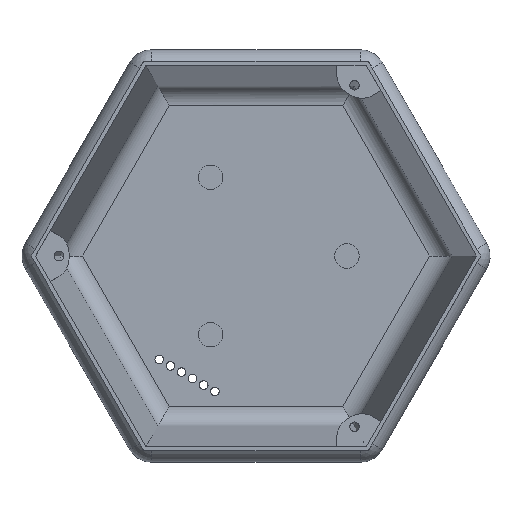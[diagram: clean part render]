
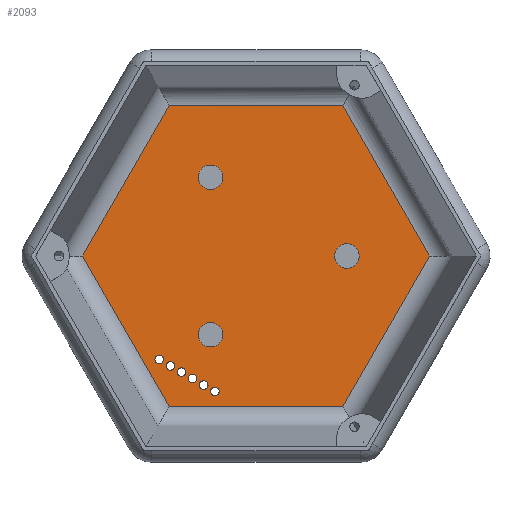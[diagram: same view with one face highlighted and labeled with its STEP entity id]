
A CAD part, front view. The second image highlights one B-rep face of the part: STEP entity #2093.
In plain terms, the highlighted planar face has unit normal (0, -1, 0).
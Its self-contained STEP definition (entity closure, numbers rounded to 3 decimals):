
#45=FACE_BOUND('',#290,.T.);
#46=FACE_BOUND('',#291,.T.);
#47=FACE_BOUND('',#292,.T.);
#48=FACE_BOUND('',#293,.T.);
#49=FACE_BOUND('',#294,.T.);
#50=FACE_BOUND('',#295,.T.);
#51=FACE_BOUND('',#296,.T.);
#52=FACE_BOUND('',#297,.T.);
#53=FACE_BOUND('',#298,.T.);
#84=PLANE('',#2246);
#169=FACE_OUTER_BOUND('',#289,.T.);
#289=EDGE_LOOP('',(#1574,#1575,#1576,#1577,#1578,#1579));
#290=EDGE_LOOP('',(#1580));
#291=EDGE_LOOP('',(#1581));
#292=EDGE_LOOP('',(#1582));
#293=EDGE_LOOP('',(#1583));
#294=EDGE_LOOP('',(#1584));
#295=EDGE_LOOP('',(#1585));
#296=EDGE_LOOP('',(#1586));
#297=EDGE_LOOP('',(#1587));
#298=EDGE_LOOP('',(#1588));
#471=LINE('',#3189,#696);
#473=LINE('',#3195,#698);
#474=LINE('',#3199,#699);
#475=LINE('',#3203,#700);
#477=LINE('',#3208,#702);
#478=LINE('',#3210,#703);
#696=VECTOR('',#2547,10.);
#698=VECTOR('',#2555,10.);
#699=VECTOR('',#2560,10.);
#700=VECTOR('',#2563,10.);
#702=VECTOR('',#2571,10.);
#703=VECTOR('',#2574,10.);
#860=CIRCLE('',#2247,0.85);
#861=CIRCLE('',#2248,0.85);
#862=CIRCLE('',#2249,0.85);
#863=CIRCLE('',#2250,0.85);
#864=CIRCLE('',#2251,0.85);
#865=CIRCLE('',#2252,0.85);
#866=CIRCLE('',#2253,2.425);
#867=CIRCLE('',#2254,2.425);
#868=CIRCLE('',#2255,2.425);
#980=VERTEX_POINT('',#3186);
#981=VERTEX_POINT('',#3188);
#982=VERTEX_POINT('',#3193);
#983=VERTEX_POINT('',#3197);
#984=VERTEX_POINT('',#3201);
#985=VERTEX_POINT('',#3202);
#986=VERTEX_POINT('',#3216);
#987=VERTEX_POINT('',#3218);
#988=VERTEX_POINT('',#3220);
#989=VERTEX_POINT('',#3222);
#990=VERTEX_POINT('',#3224);
#991=VERTEX_POINT('',#3226);
#992=VERTEX_POINT('',#3228);
#993=VERTEX_POINT('',#3230);
#994=VERTEX_POINT('',#3232);
#1194=EDGE_CURVE('',#980,#981,#471,.T.);
#1198=EDGE_CURVE('',#982,#980,#473,.T.);
#1200=EDGE_CURVE('',#983,#982,#474,.T.);
#1201=EDGE_CURVE('',#984,#985,#475,.T.);
#1205=EDGE_CURVE('',#985,#983,#477,.T.);
#1206=EDGE_CURVE('',#981,#984,#478,.T.);
#1210=EDGE_CURVE('',#986,#986,#860,.T.);
#1211=EDGE_CURVE('',#987,#987,#861,.T.);
#1212=EDGE_CURVE('',#988,#988,#862,.T.);
#1213=EDGE_CURVE('',#989,#989,#863,.T.);
#1214=EDGE_CURVE('',#990,#990,#864,.T.);
#1215=EDGE_CURVE('',#991,#991,#865,.T.);
#1216=EDGE_CURVE('',#992,#992,#866,.T.);
#1217=EDGE_CURVE('',#993,#993,#867,.T.);
#1218=EDGE_CURVE('',#994,#994,#868,.T.);
#1574=ORIENTED_EDGE('',*,*,#1201,.F.);
#1575=ORIENTED_EDGE('',*,*,#1206,.F.);
#1576=ORIENTED_EDGE('',*,*,#1194,.F.);
#1577=ORIENTED_EDGE('',*,*,#1198,.F.);
#1578=ORIENTED_EDGE('',*,*,#1200,.F.);
#1579=ORIENTED_EDGE('',*,*,#1205,.F.);
#1580=ORIENTED_EDGE('',*,*,#1210,.T.);
#1581=ORIENTED_EDGE('',*,*,#1211,.T.);
#1582=ORIENTED_EDGE('',*,*,#1212,.T.);
#1583=ORIENTED_EDGE('',*,*,#1213,.T.);
#1584=ORIENTED_EDGE('',*,*,#1214,.T.);
#1585=ORIENTED_EDGE('',*,*,#1215,.T.);
#1586=ORIENTED_EDGE('',*,*,#1216,.T.);
#1587=ORIENTED_EDGE('',*,*,#1217,.T.);
#1588=ORIENTED_EDGE('',*,*,#1218,.T.);
#2093=ADVANCED_FACE('',(#169,#45,#46,#47,#48,#49,#50,#51,#52,#53),#84,.F.);
#2246=AXIS2_PLACEMENT_3D('',#3215,#2580,#2581);
#2247=AXIS2_PLACEMENT_3D('',#3217,#2582,#2583);
#2248=AXIS2_PLACEMENT_3D('',#3219,#2584,#2585);
#2249=AXIS2_PLACEMENT_3D('',#3221,#2586,#2587);
#2250=AXIS2_PLACEMENT_3D('',#3223,#2588,#2589);
#2251=AXIS2_PLACEMENT_3D('',#3225,#2590,#2591);
#2252=AXIS2_PLACEMENT_3D('',#3227,#2592,#2593);
#2253=AXIS2_PLACEMENT_3D('',#3229,#2594,#2595);
#2254=AXIS2_PLACEMENT_3D('',#3231,#2596,#2597);
#2255=AXIS2_PLACEMENT_3D('',#3233,#2598,#2599);
#2547=DIRECTION('',(-0.5,0.,0.866));
#2555=DIRECTION('',(-1.,0.,0.));
#2560=DIRECTION('',(-0.5,0.,-0.866));
#2563=DIRECTION('',(1.,0.,0.));
#2571=DIRECTION('',(0.5,0.,-0.866));
#2574=DIRECTION('',(0.5,0.,0.866));
#2580=DIRECTION('center_axis',(0.,1.,0.));
#2581=DIRECTION('ref_axis',(0.,0.,1.));
#2582=DIRECTION('center_axis',(0.,1.,0.));
#2583=DIRECTION('ref_axis',(-1.,0.,0.));
#2584=DIRECTION('center_axis',(0.,1.,0.));
#2585=DIRECTION('ref_axis',(-1.,0.,0.));
#2586=DIRECTION('center_axis',(0.,1.,0.));
#2587=DIRECTION('ref_axis',(-1.,0.,0.));
#2588=DIRECTION('center_axis',(0.,1.,0.));
#2589=DIRECTION('ref_axis',(-1.,0.,0.));
#2590=DIRECTION('center_axis',(0.,1.,0.));
#2591=DIRECTION('ref_axis',(-1.,0.,0.));
#2592=DIRECTION('center_axis',(0.,1.,0.));
#2593=DIRECTION('ref_axis',(-1.,0.,0.));
#2594=DIRECTION('center_axis',(0.,1.,0.));
#2595=DIRECTION('ref_axis',(-1.,0.,0.));
#2596=DIRECTION('center_axis',(0.,1.,0.));
#2597=DIRECTION('ref_axis',(0.5,0.,0.866));
#2598=DIRECTION('center_axis',(0.,1.,0.));
#2599=DIRECTION('ref_axis',(0.5,0.,-0.866));
#3186=CARTESIAN_POINT('',(-17.168,29.,-29.735));
#3188=CARTESIAN_POINT('',(-34.335,29.,0.));
#3189=CARTESIAN_POINT('',(-19.814,29.,-25.152));
#3193=CARTESIAN_POINT('',(17.168,29.,-29.735));
#3195=CARTESIAN_POINT('',(11.875,29.,-29.735));
#3197=CARTESIAN_POINT('',(34.335,29.,0.));
#3199=CARTESIAN_POINT('',(31.689,29.,-4.584));
#3201=CARTESIAN_POINT('',(-17.168,29.,29.735));
#3202=CARTESIAN_POINT('',(17.168,29.,29.735));
#3203=CARTESIAN_POINT('',(-11.875,29.,29.735));
#3208=CARTESIAN_POINT('',(19.814,29.,25.152));
#3210=CARTESIAN_POINT('',(-31.689,29.,4.584));
#3215=CARTESIAN_POINT('Origin',(0.,29.,0.));
#3216=CARTESIAN_POINT('',(-16.1,29.,-21.737));
#3217=CARTESIAN_POINT('Origin',(-16.95,29.,-21.737));
#3218=CARTESIAN_POINT('',(-9.5,29.,-25.547));
#3219=CARTESIAN_POINT('Origin',(-10.35,29.,-25.547));
#3220=CARTESIAN_POINT('',(-11.7,29.,-24.277));
#3221=CARTESIAN_POINT('Origin',(-12.55,29.,-24.277));
#3222=CARTESIAN_POINT('',(-18.299,29.,-20.467));
#3223=CARTESIAN_POINT('Origin',(-19.149,29.,-20.467));
#3224=CARTESIAN_POINT('',(-7.301,29.,-26.817));
#3225=CARTESIAN_POINT('Origin',(-8.151,29.,-26.817));
#3226=CARTESIAN_POINT('',(-13.9,29.,-23.007));
#3227=CARTESIAN_POINT('Origin',(-14.75,29.,-23.007));
#3228=CARTESIAN_POINT('',(-6.575,29.,-15.588));
#3229=CARTESIAN_POINT('Origin',(-9.,29.,-15.588));
#3230=CARTESIAN_POINT('',(-10.213,29.,13.488));
#3231=CARTESIAN_POINT('Origin',(-9.,29.,15.588));
#3232=CARTESIAN_POINT('',(16.788,29.,2.1));
#3233=CARTESIAN_POINT('Origin',(18.,29.,0.));
